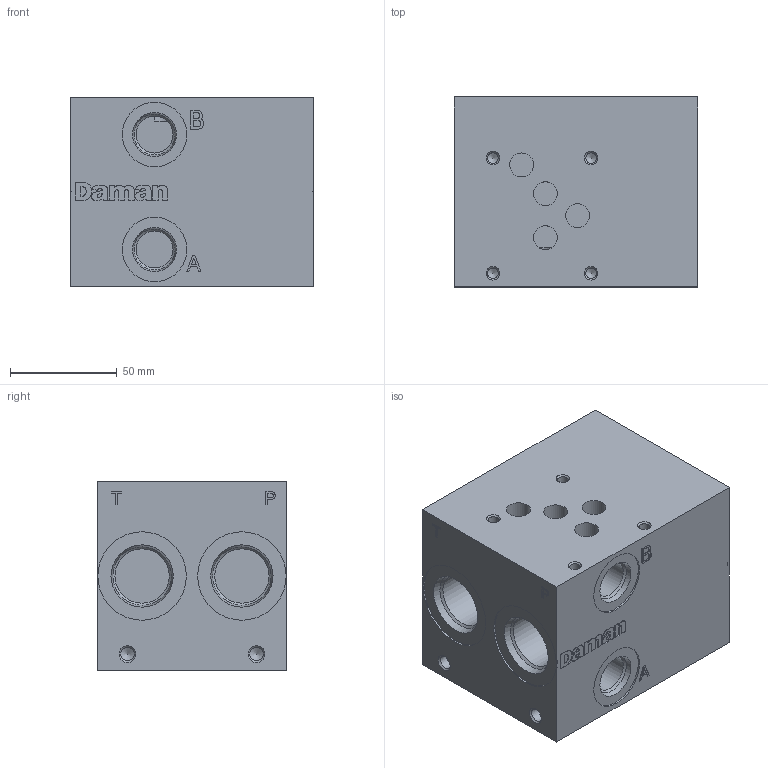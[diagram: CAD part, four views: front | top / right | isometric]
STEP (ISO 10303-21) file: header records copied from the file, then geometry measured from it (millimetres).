
FILE_DESCRIPTION( ( 'STEP AP214' ), ' ' );
FILE_NAME( 'AD05P013S_C.stp', '2018-05-10T03:09:54', ( '' ), ( '' ), ' ', 'PARTsolutions', ' ' );
FILE_SCHEMA( ( 'AUTOMOTIVE_DESIGN { 1 0 10303 214 1 1 1 1 }' ) );
Length unit declared in the file: inch
Products named in the file (1): _AD05P013S/C
Bounding box: 114.3 x 88.9 x 88.9 mm (x, y, z)
Volume: 818644.9 mm3; surface area: 72741.3 mm2
Topology: 1 solids, 1 shells, 257 faces, 630 edges, 410 vertices
Faces by surface type: plane 157, cylinder 68, cone 32
Full cylindrical faces by diameter (mm): 4.976 x4, 6.411 x4, 11.201 x4, 14.275 x1, 15.9 x1, 17.33 x2, 20.625 x1, 25.461 x4, 30.175 x1, 30.251 x2, 41.453 x4
Entity records: 9211 total; most frequent: DIRECTION 1229, CARTESIAN_POINT 1227, ORIENTED_EDGE 1112, EDGE_CURVE 556, AXIS2_PLACEMENT_3D 416, VERTEX_POINT 404, LINE 397, VECTOR 397
